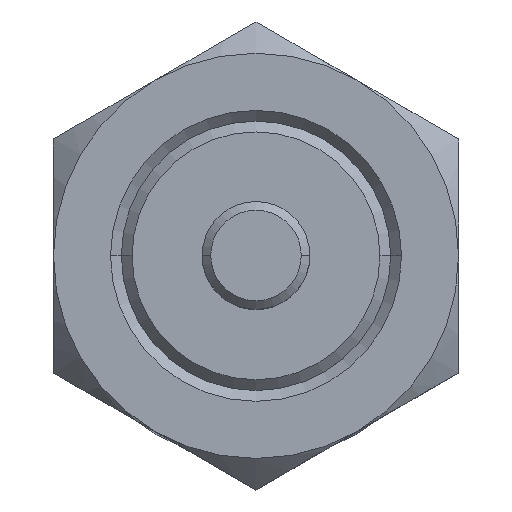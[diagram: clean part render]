
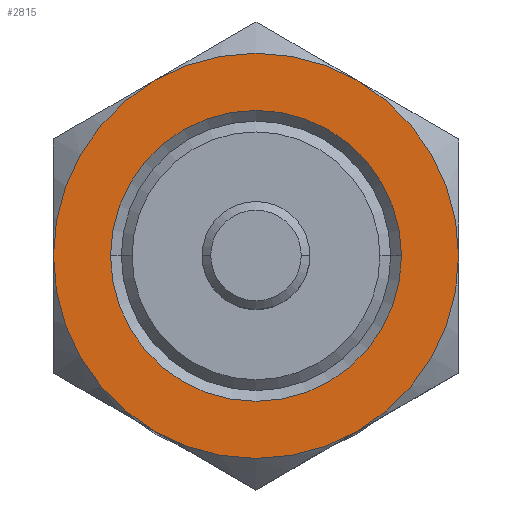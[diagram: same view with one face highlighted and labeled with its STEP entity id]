
A CAD part, top view. The second image highlights one B-rep face of the part: STEP entity #2815.
In plain terms, the highlighted planar face has unit normal (0, 0, 1).
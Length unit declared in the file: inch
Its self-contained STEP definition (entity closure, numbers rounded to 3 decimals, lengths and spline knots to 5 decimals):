
#69 = CARTESIAN_POINT ( 'NONE',  ( -0.235, 0.40703, 0.19 ) ) ;
#103 = EDGE_CURVE ( 'NONE', #2534, #2761, #1655, .T. ) ;
#237 = VERTEX_POINT ( 'NONE', #960 ) ;
#301 = CARTESIAN_POINT ( 'NONE',  ( -0.47, 0., 0.19 ) ) ;
#319 = ORIENTED_EDGE ( 'NONE', *, *, #103, .T. ) ;
#327 = CARTESIAN_POINT ( 'NONE',  ( -0.3375, 0., 0.19 ) ) ;
#339 = FACE_BOUND ( 'NONE', #1621, .T. ) ;
#368 = EDGE_CURVE ( 'NONE', #1596, #2710, #3019, .T. ) ;
#401 = ORIENTED_EDGE ( 'NONE', *, *, #2501, .F. ) ;
#412 = AXIS2_PLACEMENT_3D ( 'NONE', #1965, #492, #2215 ) ;
#490 = CIRCLE ( 'NONE', #2379, 0.47 ) ;
#492 = DIRECTION ( 'NONE',  ( 0., 0., -1. ) ) ;
#631 = AXIS2_PLACEMENT_3D ( 'NONE', #1071, #3071, #1588 ) ;
#666 = AXIS2_PLACEMENT_3D ( 'NONE', #2663, #1186, #2918 ) ;
#695 = DIRECTION ( 'NONE',  ( 0., 0., -1. ) ) ;
#703 = DIRECTION ( 'NONE',  ( 0., 0., -1. ) ) ;
#738 = ORIENTED_EDGE ( 'NONE', *, *, #1364, .T. ) ;
#868 = DIRECTION ( 'NONE',  ( 0., 0., -1. ) ) ;
#953 = CARTESIAN_POINT ( 'NONE',  ( 0., 0., 0.19 ) ) ;
#960 = CARTESIAN_POINT ( 'NONE',  ( 0.3375, 0., 0.19 ) ) ;
#987 = CARTESIAN_POINT ( 'NONE',  ( 0.47, 0., 0.19 ) ) ;
#1000 = AXIS2_PLACEMENT_3D ( 'NONE', #2177, #703, #2426 ) ;
#1054 = VERTEX_POINT ( 'NONE', #2977 ) ;
#1071 = CARTESIAN_POINT ( 'NONE',  ( 0., 0.54271, 0.19 ) ) ;
#1169 = ORIENTED_EDGE ( 'NONE', *, *, #1756, .F. ) ;
#1186 = DIRECTION ( 'NONE',  ( 0., 0., -1. ) ) ;
#1198 = DIRECTION ( 'NONE',  ( -1., 0., 0. ) ) ;
#1242 = DIRECTION ( 'NONE',  ( 0., 0., -1. ) ) ;
#1250 = EDGE_LOOP ( 'NONE', ( #2869, #1503, #401, #2901, #319, #1169 ) ) ;
#1315 = CARTESIAN_POINT ( 'NONE',  ( 0.235, 0.40703, 0.19 ) ) ;
#1364 = EDGE_CURVE ( 'NONE', #237, #2759, #1584, .T. ) ;
#1373 = EDGE_CURVE ( 'NONE', #1054, #1596, #1698, .T. ) ;
#1389 = CARTESIAN_POINT ( 'NONE',  ( 0., 0., 0.19 ) ) ;
#1422 = AXIS2_PLACEMENT_3D ( 'NONE', #2352, #868, #2597 ) ;
#1468 = CIRCLE ( 'NONE', #1995, 0.47 ) ;
#1489 = EDGE_CURVE ( 'NONE', #2534, #1980, #1468, .T. ) ;
#1501 = CARTESIAN_POINT ( 'NONE',  ( 0.235, -0.40703, 0.19 ) ) ;
#1503 = ORIENTED_EDGE ( 'NONE', *, *, #1373, .F. ) ;
#1584 = CIRCLE ( 'NONE', #666, 0.3375 ) ;
#1588 = DIRECTION ( 'NONE',  ( -1., 0., 0. ) ) ;
#1596 = VERTEX_POINT ( 'NONE', #301 ) ;
#1621 = EDGE_LOOP ( 'NONE', ( #738, #2168 ) ) ;
#1640 = DIRECTION ( 'NONE',  ( 1., 0., 0. ) ) ;
#1655 = CIRCLE ( 'NONE', #3189, 0.47 ) ;
#1698 = CIRCLE ( 'NONE', #1000, 0.47 ) ;
#1721 = FACE_OUTER_BOUND ( 'NONE', #1250, .T. ) ;
#1756 = EDGE_CURVE ( 'NONE', #2710, #2761, #2243, .T. ) ;
#1965 = CARTESIAN_POINT ( 'NONE',  ( 0., 0., 0.19 ) ) ;
#1980 = VERTEX_POINT ( 'NONE', #1501 ) ;
#1995 = AXIS2_PLACEMENT_3D ( 'NONE', #2726, #1242, #2978 ) ;
#2168 = ORIENTED_EDGE ( 'NONE', *, *, #2528, .T. ) ;
#2172 = CARTESIAN_POINT ( 'NONE',  ( 0., 0., 0.19 ) ) ;
#2177 = CARTESIAN_POINT ( 'NONE',  ( 0., 0., 0.19 ) ) ;
#2215 = DIRECTION ( 'NONE',  ( -1., 0., 0. ) ) ;
#2243 = CIRCLE ( 'NONE', #1422, 0.47 ) ;
#2352 = CARTESIAN_POINT ( 'NONE',  ( 0., 0., 0.19 ) ) ;
#2379 = AXIS2_PLACEMENT_3D ( 'NONE', #2172, #695, #2421 ) ;
#2421 = DIRECTION ( 'NONE',  ( -1., 0., 0. ) ) ;
#2426 = DIRECTION ( 'NONE',  ( -1., 0., 0. ) ) ;
#2501 = EDGE_CURVE ( 'NONE', #1980, #1054, #490, .T. ) ;
#2528 = EDGE_CURVE ( 'NONE', #2759, #237, #2847, .T. ) ;
#2534 = VERTEX_POINT ( 'NONE', #987 ) ;
#2597 = DIRECTION ( 'NONE',  ( -1., 0., 0. ) ) ;
#2663 = CARTESIAN_POINT ( 'NONE',  ( 0., 0., 0.19 ) ) ;
#2682 = DIRECTION ( 'NONE',  ( 0., 0., -1. ) ) ;
#2710 = VERTEX_POINT ( 'NONE', #69 ) ;
#2726 = CARTESIAN_POINT ( 'NONE',  ( 0., 0., 0.19 ) ) ;
#2759 = VERTEX_POINT ( 'NONE', #327 ) ;
#2761 = VERTEX_POINT ( 'NONE', #1315 ) ;
#2815 = ADVANCED_FACE ( 'NONE', ( #339, #1721 ), #2820, .F. ) ;
#2820 = PLANE ( 'NONE',  #631 ) ;
#2847 = CIRCLE ( 'NONE', #2903, 0.3375 ) ;
#2869 = ORIENTED_EDGE ( 'NONE', *, *, #368, .F. ) ;
#2901 = ORIENTED_EDGE ( 'NONE', *, *, #1489, .F. ) ;
#2903 = AXIS2_PLACEMENT_3D ( 'NONE', #953, #2682, #1198 ) ;
#2918 = DIRECTION ( 'NONE',  ( -1., 0., 0. ) ) ;
#2977 = CARTESIAN_POINT ( 'NONE',  ( -0.235, -0.40703, 0.19 ) ) ;
#2978 = DIRECTION ( 'NONE',  ( -1., 0., 0. ) ) ;
#3019 = CIRCLE ( 'NONE', #412, 0.47 ) ;
#3071 = DIRECTION ( 'NONE',  ( 0., 0., -1. ) ) ;
#3121 = DIRECTION ( 'NONE',  ( 0., 0., 1. ) ) ;
#3189 = AXIS2_PLACEMENT_3D ( 'NONE', #1389, #3121, #1640 ) ;
